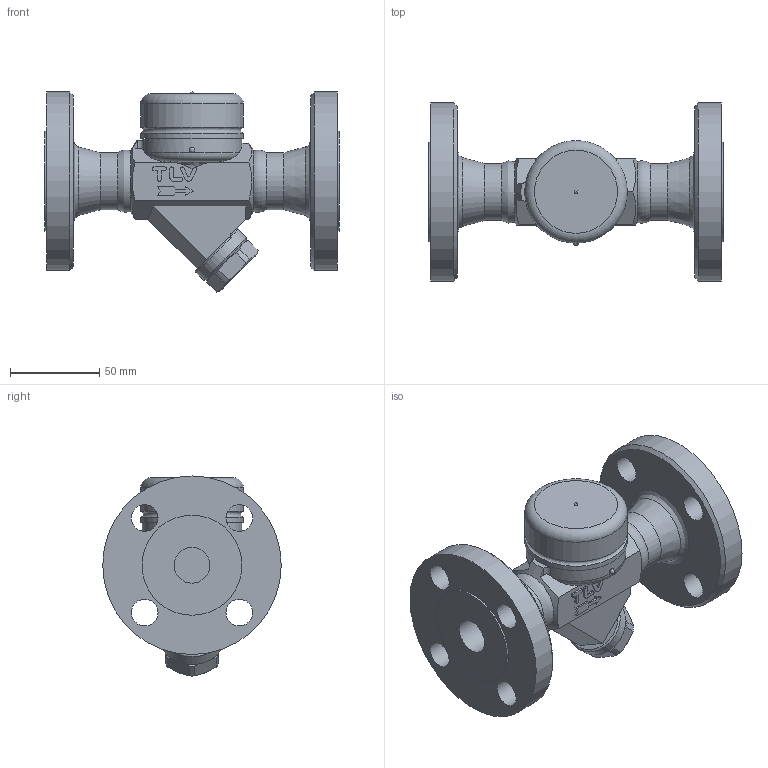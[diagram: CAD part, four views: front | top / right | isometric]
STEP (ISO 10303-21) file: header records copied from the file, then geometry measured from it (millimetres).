
FILE_DESCRIPTION((''),'2;1');
FILE_NAME('a46s0-020-jis20-00.stp','2010-06-29T12:56:52',('nakaot'),(''),'Autodesk Inventor 2008','Autodesk Inventor 2008','');
FILE_SCHEMA(('AUTOMOTIVE_DESIGN { 1 0 10303 214 1 1 1 1 }'));
Length unit declared in the file: millimetre
Products named in the file (1): a46s0-020-jis20-00
Bounding box: 165 x 100 x 112.04 mm (x, y, z)
Volume: 461370.1 mm3; surface area: 74949.6 mm2
Topology: 2 solids, 2 shells, 136 faces, 355 edges, 232 vertices
Faces by surface type: plane 65, cylinder 35, bspline 21, cone 8, torus 5, sphere 2
Full cylindrical faces by diameter (mm): 3 x1, 15 x4, 20 x1, 32 x1, 34 x1, 40 x1, 56 x2, 57.5 x2, 100 x1
Entity records: 4569 total; most frequent: CARTESIAN_POINT 1520, ORIENTED_EDGE 600, DIRECTION 599, EDGE_CURVE 300, AXIS2_PLACEMENT_3D 231, VERTEX_POINT 216, EDGE_LOOP 202, VECTOR 137
